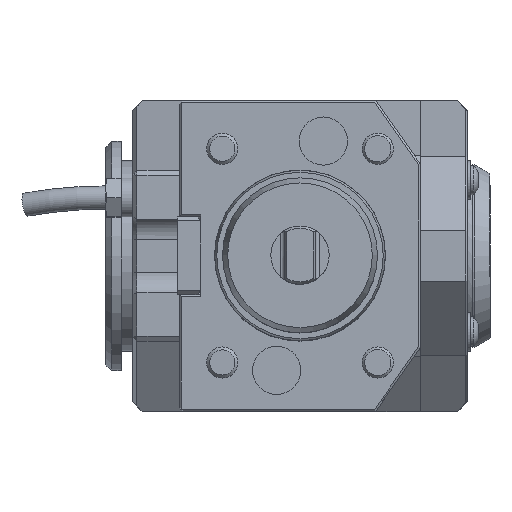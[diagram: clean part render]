
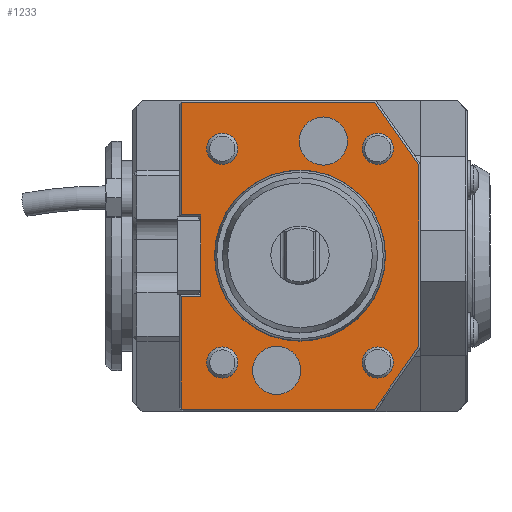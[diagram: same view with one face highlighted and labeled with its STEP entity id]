
A CAD part, top view. The second image highlights one B-rep face of the part: STEP entity #1233.
In plain terms, the highlighted planar face has unit normal (0, 0, 1).
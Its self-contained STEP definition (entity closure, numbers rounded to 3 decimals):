
#308=LINE('',#7225,#598);
#310=LINE('',#7229,#600);
#311=LINE('',#7231,#601);
#313=LINE('',#7234,#603);
#315=LINE('',#7238,#605);
#316=LINE('',#7240,#606);
#318=LINE('',#7244,#608);
#322=LINE('',#7252,#612);
#323=LINE('',#7254,#613);
#326=LINE('',#7259,#616);
#328=LINE('',#7263,#618);
#330=LINE('',#7266,#620);
#598=VECTOR('',#5577,1.);
#600=VECTOR('',#5581,1.);
#601=VECTOR('',#5584,1.);
#603=VECTOR('',#5586,1.);
#605=VECTOR('',#5590,1.);
#606=VECTOR('',#5593,1.);
#608=VECTOR('',#5597,1.);
#612=VECTOR('',#5603,1.);
#613=VECTOR('',#5606,1.);
#616=VECTOR('',#5611,1.);
#618=VECTOR('',#5615,1.);
#620=VECTOR('',#5619,1.);
#896=FACE_BOUND('',#1942,.T.);
#897=FACE_BOUND('',#1943,.T.);
#898=FACE_BOUND('',#1944,.T.);
#899=FACE_BOUND('',#1945,.T.);
#900=FACE_BOUND('',#1946,.T.);
#901=FACE_BOUND('',#1947,.T.);
#902=FACE_BOUND('',#1948,.T.);
#903=FACE_BOUND('',#1949,.T.);
#1233=ADVANCED_FACE('',(#896,#897,#898,#899,#900,#901,#902,#903),#1449,
 .T.);
#1449=PLANE('',#4730);
#1942=EDGE_LOOP('',(#2871));
#1943=EDGE_LOOP('',(#2872));
#1944=EDGE_LOOP('',(#2873));
#1945=EDGE_LOOP('',(#2874));
#1946=EDGE_LOOP('',(#2875));
#1947=EDGE_LOOP('',(#2876));
#1948=EDGE_LOOP('',(#2877,#2878,#2879,#2880,#2881,#2882,#2883,#2884,#2885,
#2886,#2887,#2888));
#1949=EDGE_LOOP('',(#2889));
#2871=ORIENTED_EDGE('',*,*,#3646,.T.);
#2872=ORIENTED_EDGE('',*,*,#4008,.F.);
#2873=ORIENTED_EDGE('',*,*,#3648,.F.);
#2874=ORIENTED_EDGE('',*,*,#3947,.F.);
#2875=ORIENTED_EDGE('',*,*,#3946,.F.);
#2876=ORIENTED_EDGE('',*,*,#3945,.T.);
#2877=ORIENTED_EDGE('',*,*,#3944,.T.);
#2878=ORIENTED_EDGE('',*,*,#3942,.T.);
#2879=ORIENTED_EDGE('',*,*,#3940,.T.);
#2880=ORIENTED_EDGE('',*,*,#3937,.T.);
#2881=ORIENTED_EDGE('',*,*,#3936,.T.);
#2882=ORIENTED_EDGE('',*,*,#3932,.T.);
#2883=ORIENTED_EDGE('',*,*,#3930,.T.);
#2884=ORIENTED_EDGE('',*,*,#3929,.T.);
#2885=ORIENTED_EDGE('',*,*,#3925,.F.);
#2886=ORIENTED_EDGE('',*,*,#3924,.F.);
#2887=ORIENTED_EDGE('',*,*,#3927,.F.);
#2888=ORIENTED_EDGE('',*,*,#3922,.T.);
#2889=ORIENTED_EDGE('',*,*,#3643,.T.);
#3236=VERTEX_POINT('',#6609);
#3239=VERTEX_POINT('',#6618);
#3241=VERTEX_POINT('',#6624);
#3346=VERTEX_POINT('',#6907);
#3356=VERTEX_POINT('',#6941);
#3417=VERTEX_POINT('',#7133);
#3427=VERTEX_POINT('',#7176);
#3439=VERTEX_POINT('',#7224);
#3440=VERTEX_POINT('',#7226);
#3441=VERTEX_POINT('',#7232);
#3442=VERTEX_POINT('',#7237);
#3444=VERTEX_POINT('',#7245);
#3446=VERTEX_POINT('',#7250);
#3447=VERTEX_POINT('',#7255);
#3448=VERTEX_POINT('',#7260);
#3449=VERTEX_POINT('',#7269);
#3450=VERTEX_POINT('',#7272);
#3451=VERTEX_POINT('',#7275);
#3492=VERTEX_POINT('',#7408);
#3643=EDGE_CURVE('',#3236,#3236,#4169,.T.);
#3646=EDGE_CURVE('',#3239,#3239,#4172,.T.);
#3648=EDGE_CURVE('',#3241,#3241,#4174,.T.);
#3922=EDGE_CURVE('',#3440,#3439,#308,.T.);
#3924=EDGE_CURVE('',#3346,#3356,#310,.T.);
#3925=EDGE_CURVE('',#3356,#3441,#311,.T.);
#3927=EDGE_CURVE('',#3440,#3346,#313,.T.);
#3929=EDGE_CURVE('',#3442,#3441,#315,.T.);
#3930=EDGE_CURVE('',#3417,#3442,#316,.T.);
#3932=EDGE_CURVE('',#3444,#3417,#318,.T.);
#3936=EDGE_CURVE('',#3446,#3444,#322,.T.);
#3937=EDGE_CURVE('',#3447,#3446,#323,.T.);
#3940=EDGE_CURVE('',#3448,#3447,#326,.T.);
#3942=EDGE_CURVE('',#3427,#3448,#328,.T.);
#3944=EDGE_CURVE('',#3439,#3427,#330,.T.);
#3945=EDGE_CURVE('',#3449,#3449,#4235,.T.);
#3946=EDGE_CURVE('',#3450,#3450,#4236,.T.);
#3947=EDGE_CURVE('',#3451,#3451,#4237,.T.);
#4008=EDGE_CURVE('',#3492,#3492,#4261,.T.);
#4169=CIRCLE('',#4416,4.);
#4172=CIRCLE('',#4422,4.);
#4174=CIRCLE('',#4426,6.2);
#4235=CIRCLE('',#4637,22.);
#4236=CIRCLE('',#4639,4.);
#4237=CIRCLE('',#4641,4.);
#4261=CIRCLE('',#4698,6.2);
#4416=AXIS2_PLACEMENT_3D('',#6608,#4974,#4975);
#4422=AXIS2_PLACEMENT_3D('',#6617,#4986,#4987);
#4426=AXIS2_PLACEMENT_3D('',#6623,#4994,#4995);
#4637=AXIS2_PLACEMENT_3D('',#7268,#5622,#5623);
#4639=AXIS2_PLACEMENT_3D('',#7271,#5626,#5627);
#4641=AXIS2_PLACEMENT_3D('',#7274,#5630,#5631);
#4698=AXIS2_PLACEMENT_3D('',#7407,#5779,#5780);
#4730=AXIS2_PLACEMENT_3D('',#7453,#5845,#5846);
#4974=DIRECTION('',(0.,0.,-1.));
#4975=DIRECTION('',(1.,0.,0.));
#4986=DIRECTION('',(0.,0.,-1.));
#4987=DIRECTION('',(1.,0.,0.));
#4994=DIRECTION('',(0.,0.,1.));
#4995=DIRECTION('',(1.,0.,0.));
#5577=DIRECTION('',(-1.,0.,0.));
#5581=DIRECTION('',(0.,1.,0.));
#5584=DIRECTION('',(0.,1.,0.));
#5586=DIRECTION('',(0.,1.,0.));
#5590=DIRECTION('',(1.,0.,0.));
#5593=DIRECTION('',(0.,-1.,0.));
#5597=DIRECTION('',(-1.,0.,0.));
#5603=DIRECTION('',(-0.574,0.819,0.));
#5606=DIRECTION('',(0.,1.,0.));
#5611=DIRECTION('',(0.574,0.819,0.));
#5615=DIRECTION('',(1.,0.,0.));
#5619=DIRECTION('',(0.,-1.,0.));
#5622=DIRECTION('',(0.,0.,-1.));
#5623=DIRECTION('',(0.,-1.,0.));
#5626=DIRECTION('',(0.,0.,1.));
#5627=DIRECTION('',(1.,0.,0.));
#5630=DIRECTION('',(0.,0.,1.));
#5631=DIRECTION('',(1.,0.,0.));
#5779=DIRECTION('',(0.,0.,1.));
#5780=DIRECTION('',(1.,0.,0.));
#5845=DIRECTION('',(0.,0.,1.));
#5846=DIRECTION('',(0.,1.,0.));
#6608=CARTESIAN_POINT('',(-20.,-27.5,0.));
#6609=CARTESIAN_POINT('',(-16.,-27.5,0.));
#6617=CARTESIAN_POINT('',(-20.,27.5,0.));
#6618=CARTESIAN_POINT('',(-16.,27.5,0.));
#6623=CARTESIAN_POINT('',(-6.,-29.5,0.));
#6624=CARTESIAN_POINT('',(0.2,-29.5,0.));
#6907=CARTESIAN_POINT('',(-25.5,-9.,0.));
#6941=CARTESIAN_POINT('',(-25.5,9.,0.));
#7133=CARTESIAN_POINT('',(-30.5,39.5,0.));
#7176=CARTESIAN_POINT('',(-30.5,-39.5,0.));
#7224=CARTESIAN_POINT('',(-30.5,-10.5,0.));
#7225=CARTESIAN_POINT('',(0.,-10.5,0.));
#7226=CARTESIAN_POINT('',(-25.5,-10.5,0.));
#7229=CARTESIAN_POINT('',(-25.5,10.,0.));
#7231=CARTESIAN_POINT('',(-25.5,10.,0.));
#7232=CARTESIAN_POINT('',(-25.5,10.5,0.));
#7234=CARTESIAN_POINT('',(-25.5,10.,0.));
#7237=CARTESIAN_POINT('',(-30.5,10.5,0.));
#7238=CARTESIAN_POINT('',(0.,10.5,0.));
#7240=CARTESIAN_POINT('',(-30.5,0.,0.));
#7244=CARTESIAN_POINT('',(0.,39.5,0.));
#7245=CARTESIAN_POINT('',(19.24,39.5,0.));
#7250=CARTESIAN_POINT('',(30.5,23.419,0.));
#7252=CARTESIAN_POINT('',(31.469,22.035,0.));
#7254=CARTESIAN_POINT('',(30.5,0.,0.));
#7255=CARTESIAN_POINT('',(30.5,-23.419,0.));
#7259=CARTESIAN_POINT('',(31.469,-22.035,0.));
#7260=CARTESIAN_POINT('',(19.24,-39.5,0.));
#7263=CARTESIAN_POINT('',(0.,-39.5,0.));
#7266=CARTESIAN_POINT('',(-30.5,0.,0.));
#7268=CARTESIAN_POINT('',(0.,0.,0.));
#7269=CARTESIAN_POINT('',(0.,-22.,0.));
#7271=CARTESIAN_POINT('',(20.,-27.5,0.));
#7272=CARTESIAN_POINT('',(24.,-27.5,0.));
#7274=CARTESIAN_POINT('',(20.,27.5,0.));
#7275=CARTESIAN_POINT('',(24.,27.5,0.));
#7407=CARTESIAN_POINT('',(6.,29.5,0.));
#7408=CARTESIAN_POINT('',(12.2,29.5,0.));
#7453=CARTESIAN_POINT('',(-18.85,15.,0.));
